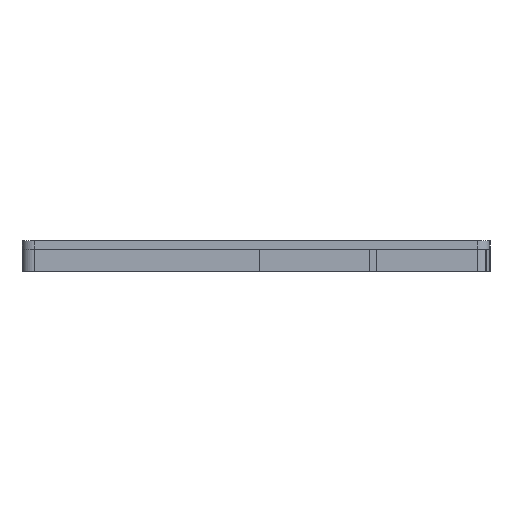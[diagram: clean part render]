
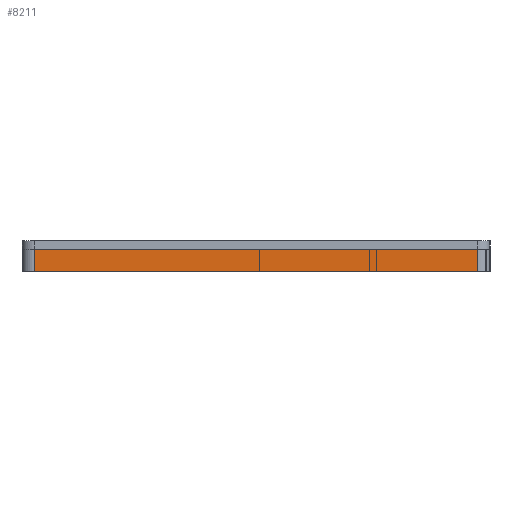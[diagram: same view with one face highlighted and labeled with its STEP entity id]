
A CAD part, left-side view. The second image highlights one B-rep face of the part: STEP entity #8211.
In plain terms, the highlighted planar face has unit normal (-1, 0, 0).
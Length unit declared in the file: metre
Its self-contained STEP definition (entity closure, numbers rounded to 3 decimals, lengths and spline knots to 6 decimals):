
#544=ORIENTED_EDGE('',*,*,#2772,.F.);
#545=ORIENTED_EDGE('',*,*,#2774,.F.);
#546=ORIENTED_EDGE('',*,*,#2775,.T.);
#547=ORIENTED_EDGE('',*,*,#2776,.T.);
#2772=EDGE_CURVE('',#3844,#3845,#4695,.T.);
#2774=EDGE_CURVE('',#3846,#3844,#4696,.T.);
#2775=EDGE_CURVE('',#3846,#3847,#4697,.T.);
#2776=EDGE_CURVE('',#3847,#3845,#4698,.T.);
#3844=VERTEX_POINT('',#11738);
#3845=VERTEX_POINT('',#11740);
#3846=VERTEX_POINT('',#11744);
#3847=VERTEX_POINT('',#11746);
#4695=LINE('',#11739,#5833);
#4696=LINE('',#11743,#5834);
#4697=LINE('',#11745,#5835);
#4698=LINE('',#11747,#5836);
#5833=VECTOR('',#9583,1.);
#5834=VECTOR('',#9588,1.);
#5835=VECTOR('',#9589,1.);
#5836=VECTOR('',#9590,1.);
#6691=EDGE_LOOP('',(#544,#545,#546,#547));
#7261=FACE_BOUND('',#6691,.T.);
#7827=PLANE('',#8634);
#8211=ADVANCED_FACE('',(#7261),#7827,.F.);
#8634=AXIS2_PLACEMENT_3D('',#11742,#9586,#9587);
#9583=DIRECTION('',(0.,0.,1.));
#9586=DIRECTION('',(1.,0.,0.));
#9587=DIRECTION('',(0.,1.,0.));
#9588=DIRECTION('',(0.,1.,0.));
#9589=DIRECTION('',(0.,0.,1.));
#9590=DIRECTION('',(0.,1.,0.));
#11738=CARTESIAN_POINT('',(-0.123822,0.036099,-0.0036));
#11739=CARTESIAN_POINT('',(-0.123822,0.036099,0.));
#11740=CARTESIAN_POINT('',(-0.123822,0.036099,0.));
#11742=CARTESIAN_POINT('',(-0.123822,0.,0.));
#11743=CARTESIAN_POINT('',(-0.123822,0.,-0.0036));
#11744=CARTESIAN_POINT('',(-0.123822,-0.036099,-0.0036));
#11745=CARTESIAN_POINT('',(-0.123822,-0.036099,0.));
#11746=CARTESIAN_POINT('',(-0.123822,-0.036099,0.));
#11747=CARTESIAN_POINT('',(-0.123822,0.,0.));
